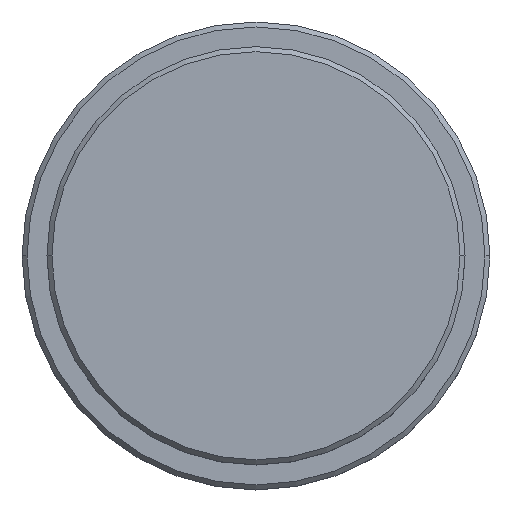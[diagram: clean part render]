
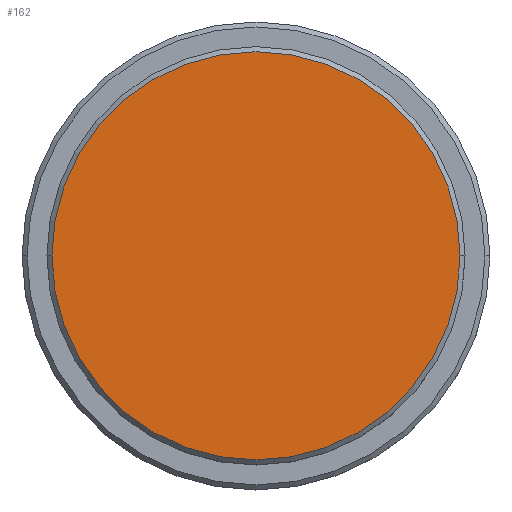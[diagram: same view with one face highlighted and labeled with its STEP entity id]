
A CAD part, top view. The second image highlights one B-rep face of the part: STEP entity #162.
In plain terms, the highlighted planar face has unit normal (0, 0, 1).
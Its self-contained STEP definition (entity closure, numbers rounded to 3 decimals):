
#133 = AXIS2_PLACEMENT_3D ( 'NONE', #1286, #508, #277 ) ;
#162 = ADVANCED_FACE ( 'NONE', ( #945 ), #616, .T. ) ;
#225 = VERTEX_POINT ( 'NONE', #399 ) ;
#277 = DIRECTION ( 'NONE',  ( 1., 0., 0. ) ) ;
#343 = CARTESIAN_POINT ( 'NONE',  ( 20.5, 0., 0. ) ) ;
#399 = CARTESIAN_POINT ( 'NONE',  ( -20.5, 0., 0. ) ) ;
#428 = DIRECTION ( 'NONE',  ( 0., 0., 1. ) ) ;
#431 = AXIS2_PLACEMENT_3D ( 'NONE', #951, #428, #1303 ) ;
#454 = CIRCLE ( 'NONE', #431, 20.5 ) ;
#508 = DIRECTION ( 'NONE',  ( 0., 0., 1. ) ) ;
#571 = ORIENTED_EDGE ( 'NONE', *, *, #1379, .T. ) ;
#576 = CIRCLE ( 'NONE', #769, 20.5 ) ;
#579 = EDGE_CURVE ( 'NONE', #225, #1401, #454, .T. ) ;
#616 = PLANE ( 'NONE',  #133 ) ;
#725 = EDGE_LOOP ( 'NONE', ( #1185, #571 ) ) ;
#769 = AXIS2_PLACEMENT_3D ( 'NONE', #1113, #999, #1227 ) ;
#945 = FACE_OUTER_BOUND ( 'NONE', #725, .T. ) ;
#951 = CARTESIAN_POINT ( 'NONE',  ( 0., 0., 0. ) ) ;
#999 = DIRECTION ( 'NONE',  ( 0., 0., 1. ) ) ;
#1113 = CARTESIAN_POINT ( 'NONE',  ( 0., 0., 0. ) ) ;
#1185 = ORIENTED_EDGE ( 'NONE', *, *, #579, .T. ) ;
#1227 = DIRECTION ( 'NONE',  ( 1., 0., 0. ) ) ;
#1286 = CARTESIAN_POINT ( 'NONE',  ( 0., 0., 0. ) ) ;
#1303 = DIRECTION ( 'NONE',  ( 1., 0., 0. ) ) ;
#1379 = EDGE_CURVE ( 'NONE', #1401, #225, #576, .T. ) ;
#1401 = VERTEX_POINT ( 'NONE', #343 ) ;
